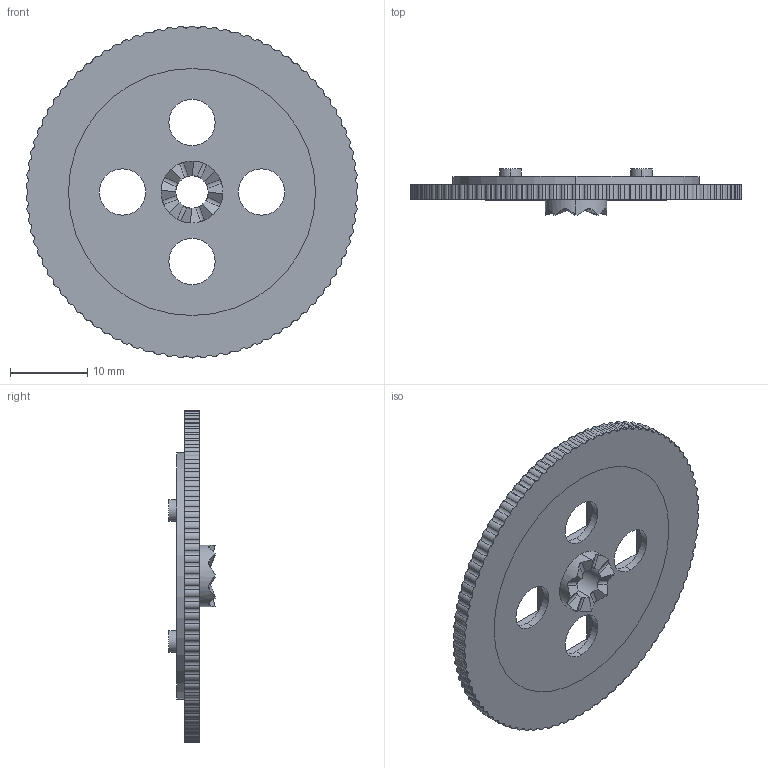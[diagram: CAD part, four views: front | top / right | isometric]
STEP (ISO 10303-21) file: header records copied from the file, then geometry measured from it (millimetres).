
FILE_DESCRIPTION (( 'STEP AP214' ), '1' );
FILE_NAME ('MS001-D.01.006SL.1.1 MS001-D蛌謫.step', '2021-08-27T10:51:07', ( '' ), ( '' ), 'SwSTEP 2.0', 'SolidWorks 2016', '' );
FILE_SCHEMA (( 'AUTOMOTIVE_DESIGN' ));
Length unit declared in the file: millimetre
Products named in the file (1): MS001-D.01.006SL.1.1 MS001-D蛌謫
Bounding box: 42.97 x 6 x 43 mm (x, y, z)
Volume: 3074.9 mm3; surface area: 3860 mm2
Topology: 2 solids, 2 shells, 287 faces, 831 edges, 554 vertices
Faces by surface type: cylinder 245, plane 42
Entity records: 9830 total; most frequent: CARTESIAN_POINT 1861, DIRECTION 1825, ORIENTED_EDGE 1662, EDGE_CURVE 831, AXIS2_PLACEMENT_3D 758, VERTEX_POINT 554, CIRCLE 470, VECTOR 309
